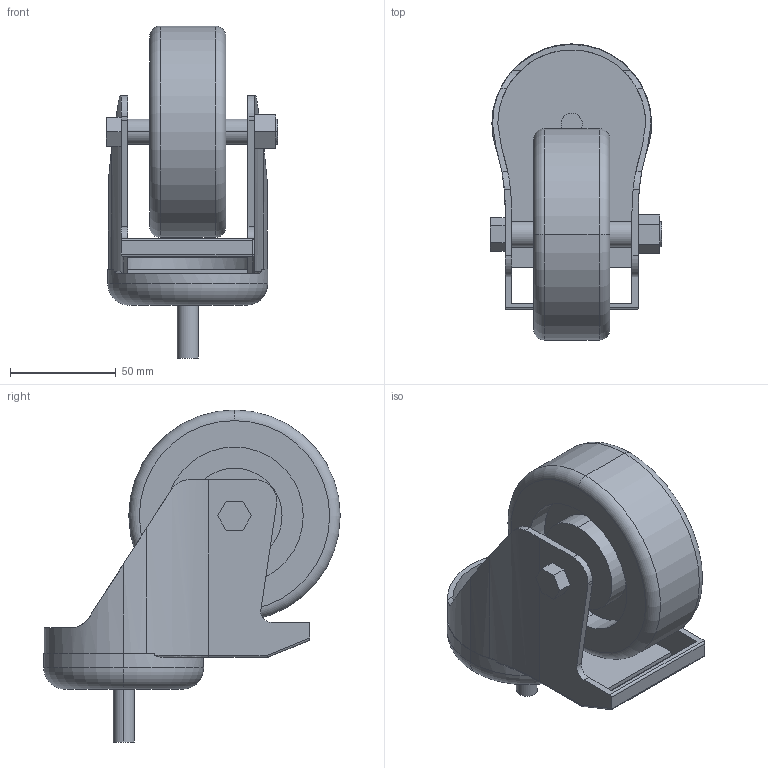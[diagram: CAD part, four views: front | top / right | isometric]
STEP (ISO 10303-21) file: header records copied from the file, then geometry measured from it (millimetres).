
FILE_DESCRIPTION (( 'STEP AP203' ), '1' );
FILE_NAME ('GGESF414.STEP', '2018-03-27T11:58:38', ( 'User2' ), ( '' ), 'SwSTEP 2.0', 'SolidWorks 2007', '' );
FILE_SCHEMA (( 'CONFIG_CONTROL_DESIGN' ));
Length unit declared in the file: millimetre
Products named in the file (1): GGESF414
Bounding box: 81 x 140.19 x 157 mm (x, y, z)
Volume: 365051.9 mm3; surface area: 79384.2 mm2
Topology: 2 solids, 2 shells, 107 faces, 267 edges, 172 vertices
Faces by surface type: cylinder 53, plane 45, torus 8, sphere 1
Entity records: 3397 total; most frequent: CARTESIAN_POINT 735, DIRECTION 559, ORIENTED_EDGE 532, EDGE_CURVE 266, AXIS2_PLACEMENT_3D 212, VERTEX_POINT 172, LINE 135, VECTOR 135
